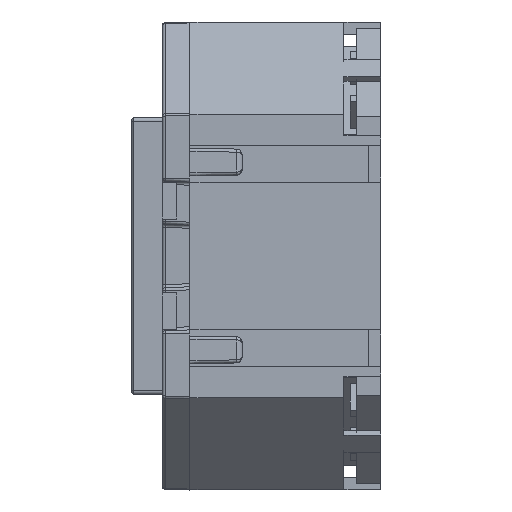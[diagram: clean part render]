
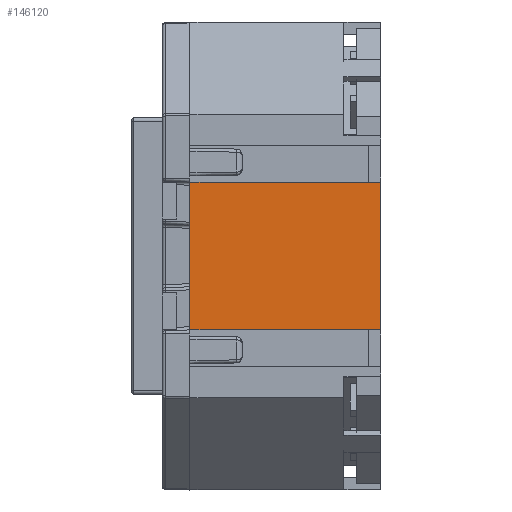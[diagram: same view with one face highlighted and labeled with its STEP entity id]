
A CAD part, left-side view. The second image highlights one B-rep face of the part: STEP entity #146120.
In plain terms, the highlighted planar face has unit normal (-1, 0, 0).
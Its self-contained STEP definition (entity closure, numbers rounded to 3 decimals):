
#329 = CARTESIAN_POINT ( 'NONE',  ( -104., 12., 0. ) ) ;
#9096 = LINE ( 'NONE', #19743, #39023 ) ;
#18655 = LINE ( 'NONE', #64863, #99985 ) ;
#19743 = CARTESIAN_POINT ( 'NONE',  ( -104., -12., 40. ) ) ;
#25173 = ORIENTED_EDGE ( 'NONE', *, *, #136912, .F. ) ;
#33779 = EDGE_CURVE ( 'NONE', #61799, #71905, #18655, .T. ) ;
#38427 = PLANE ( 'NONE',  #112484 ) ;
#39023 = VECTOR ( 'NONE', #41028, 1000. ) ;
#41028 = DIRECTION ( 'NONE',  ( 0., 0., -1. ) ) ;
#43191 = CARTESIAN_POINT ( 'NONE',  ( -104., -23., 31. ) ) ;
#54933 = VERTEX_POINT ( 'NONE', #108139 ) ;
#61799 = VERTEX_POINT ( 'NONE', #329 ) ;
#64025 = ORIENTED_EDGE ( 'NONE', *, *, #82384, .F. ) ;
#64863 = CARTESIAN_POINT ( 'NONE',  ( -104., -23., 0. ) ) ;
#65551 = DIRECTION ( 'NONE',  ( 0., 0., -1. ) ) ;
#71905 = VERTEX_POINT ( 'NONE', #78324 ) ;
#77320 = LINE ( 'NONE', #43191, #97565 ) ;
#78324 = CARTESIAN_POINT ( 'NONE',  ( -104., -12., 0. ) ) ;
#82384 = EDGE_CURVE ( 'NONE', #136230, #54933, #77320, .T. ) ;
#84630 = DIRECTION ( 'NONE',  ( 1., 0., 0. ) ) ;
#88349 = DIRECTION ( 'NONE',  ( 0., -1., 0. ) ) ;
#89792 = CARTESIAN_POINT ( 'NONE',  ( -104., 12., 31. ) ) ;
#97565 = VECTOR ( 'NONE', #134122, 1000. ) ;
#99985 = VECTOR ( 'NONE', #88349, 1000. ) ;
#100469 = ORIENTED_EDGE ( 'NONE', *, *, #33779, .T. ) ;
#108139 = CARTESIAN_POINT ( 'NONE',  ( -104., -12., 31. ) ) ;
#112484 = AXIS2_PLACEMENT_3D ( 'NONE', #131577, #84630, #130069 ) ;
#118761 = EDGE_LOOP ( 'NONE', ( #25173, #64025, #124267, #100469 ) ) ;
#122382 = LINE ( 'NONE', #131530, #138119 ) ;
#124267 = ORIENTED_EDGE ( 'NONE', *, *, #138436, .T. ) ;
#130069 = DIRECTION ( 'NONE',  ( 0., 0., -1. ) ) ;
#130846 = FACE_OUTER_BOUND ( 'NONE', #118761, .T. ) ;
#131530 = CARTESIAN_POINT ( 'NONE',  ( -104., 12., 40. ) ) ;
#131577 = CARTESIAN_POINT ( 'NONE',  ( -104., -23., 31. ) ) ;
#134122 = DIRECTION ( 'NONE',  ( 0., -1., 0. ) ) ;
#136230 = VERTEX_POINT ( 'NONE', #89792 ) ;
#136912 = EDGE_CURVE ( 'NONE', #54933, #71905, #9096, .T. ) ;
#138119 = VECTOR ( 'NONE', #65551, 1000. ) ;
#138436 = EDGE_CURVE ( 'NONE', #136230, #61799, #122382, .T. ) ;
#146120 = ADVANCED_FACE ( 'NONE', ( #130846 ), #38427, .F. ) ;
